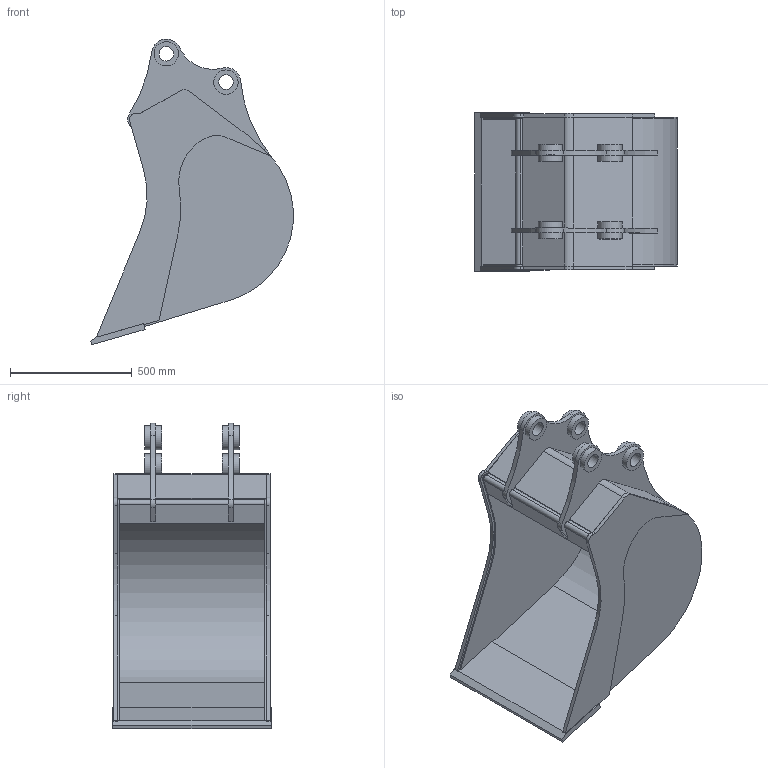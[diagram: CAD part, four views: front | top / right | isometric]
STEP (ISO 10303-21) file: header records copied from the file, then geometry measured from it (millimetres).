
FILE_DESCRIPTION(/* description */ (''),/* implementation_level */ '2;1');
FILE_NAME(/* name */ 'Bucket Test.stp',/* time_stamp */ '2015-11-29T15:44:00+00:00',/* author */ ('Mustapha'),/* organization */ (''),/* preprocessor_version */ 'ST-DEVELOPER v15.6',/* originating_system */ 'Autodesk Inventor 2015',/* authorisation */ '');
FILE_SCHEMA (('AUTOMOTIVE_DESIGN { 1 0 10303 214 3 1 1 }'));
Length unit declared in the file: inch
Products named in the file (13): countr; Part8; Part10; Part10_MIR; Part8_MIR; Part13; Part14; Part15; Part15_MIR; Part18; Part18_MIR; Part20; Bucket Test
Assembly tree (15 placements, depth 2):
  Bucket Test
    countr
    Part8
    Part10
    Part10_MIR
    Part8_MIR
    Part13
    Part14
    Part15
    Part15_MIR
    Part18
    Part18_MIR
    Part20  x4
Bounding box: 832.89 x 650 x 1256.6 mm (x, y, z)
Volume: 29033964.8 mm3; surface area: 6619917 mm2
Topology: 15 solids, 15 shells, 193 faces, 425 edges, 270 vertices
Faces by surface type: plane 129, cylinder 64
Full cylindrical faces by diameter (mm): 60 x4, 80 x8, 100 x8
Entity records: 5008 total; most frequent: DIRECTION 879, CARTESIAN_POINT 824, ORIENTED_EDGE 762, EDGE_CURVE 381, AXIS2_PLACEMENT_3D 301, LINE 277, VECTOR 277, VERTEX_POINT 246
